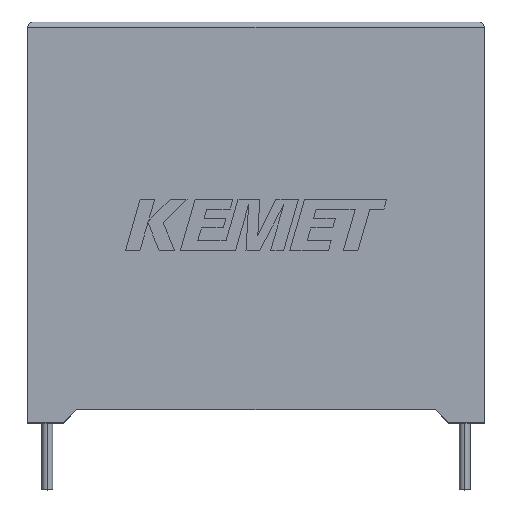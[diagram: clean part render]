
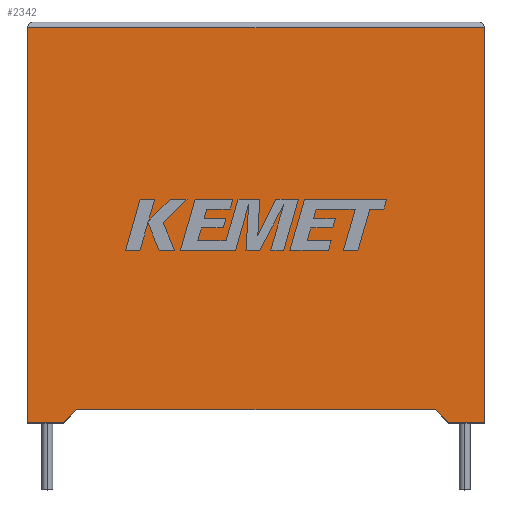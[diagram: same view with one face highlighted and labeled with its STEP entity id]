
A CAD part, top view. The second image highlights one B-rep face of the part: STEP entity #2342.
In plain terms, the highlighted planar face has unit normal (0, 0, 1).
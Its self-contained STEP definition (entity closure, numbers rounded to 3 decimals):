
#58 = ORIENTED_EDGE ( 'NONE', *, *, #3114, .T. ) ;
#71 = DIRECTION ( 'NONE',  ( -1., 0., 0. ) ) ;
#116 = CARTESIAN_POINT ( 'NONE',  ( 37.75, 0., 19. ) ) ;
#199 = EDGE_CURVE ( 'NONE', #2593, #944, #952, .T. ) ;
#244 = VECTOR ( 'NONE', #1555, 1000. ) ;
#301 = CARTESIAN_POINT ( 'NONE',  ( 4.389, 1.241, 19. ) ) ;
#374 = CARTESIAN_POINT ( 'NONE',  ( 3.25, 0., 19. ) ) ;
#455 = VECTOR ( 'NONE', #1950, 1000. ) ;
#464 = VERTEX_POINT ( 'NONE', #116 ) ;
#468 = CARTESIAN_POINT ( 'NONE',  ( 0., 35.5, 19. ) ) ;
#546 = LINE ( 'NONE', #2812, #244 ) ;
#675 = VECTOR ( 'NONE', #2421, 1000. ) ;
#720 = CARTESIAN_POINT ( 'NONE',  ( 0., 0., 19. ) ) ;
#727 = VECTOR ( 'NONE', #2104, 1000. ) ;
#735 = EDGE_CURVE ( 'NONE', #956, #2593, #546, .T. ) ;
#780 = LINE ( 'NONE', #1764, #2846 ) ;
#812 = EDGE_CURVE ( 'NONE', #464, #956, #2879, .T. ) ;
#816 = VECTOR ( 'NONE', #1346, 1000. ) ;
#817 = VERTEX_POINT ( 'NONE', #374 ) ;
#860 = VECTOR ( 'NONE', #2850, 1000. ) ;
#944 = VERTEX_POINT ( 'NONE', #468 ) ;
#952 = LINE ( 'NONE', #1422, #455 ) ;
#956 = VERTEX_POINT ( 'NONE', #1737 ) ;
#1116 = DIRECTION ( 'NONE',  ( 0., 0., -1. ) ) ;
#1138 = CARTESIAN_POINT ( 'NONE',  ( 0., 0., 19. ) ) ;
#1311 = ORIENTED_EDGE ( 'NONE', *, *, #812, .T. ) ;
#1325 = CARTESIAN_POINT ( 'NONE',  ( 36.611, 1.241, 19. ) ) ;
#1346 = DIRECTION ( 'NONE',  ( 0., -1., 0. ) ) ;
#1422 = CARTESIAN_POINT ( 'NONE',  ( 0., 35.5, 19. ) ) ;
#1528 = VERTEX_POINT ( 'NONE', #2797 ) ;
#1545 = CARTESIAN_POINT ( 'NONE',  ( 37.75, 0., 19. ) ) ;
#1555 = DIRECTION ( 'NONE',  ( 0., 1., 0. ) ) ;
#1588 = FACE_OUTER_BOUND ( 'NONE', #1943, .T. ) ;
#1602 = VERTEX_POINT ( 'NONE', #301 ) ;
#1610 = ORIENTED_EDGE ( 'NONE', *, *, #1698, .T. ) ;
#1698 = EDGE_CURVE ( 'NONE', #944, #1528, #2161, .T. ) ;
#1737 = CARTESIAN_POINT ( 'NONE',  ( 41., 0., 19. ) ) ;
#1760 = ORIENTED_EDGE ( 'NONE', *, *, #2187, .F. ) ;
#1764 = CARTESIAN_POINT ( 'NONE',  ( 3.25, 0., 19. ) ) ;
#1795 = CARTESIAN_POINT ( 'NONE',  ( 41., 35.5, 19. ) ) ;
#1862 = AXIS2_PLACEMENT_3D ( 'NONE', #2848, #1116, #1876 ) ;
#1876 = DIRECTION ( 'NONE',  ( -1., 0., 0. ) ) ;
#1943 = EDGE_LOOP ( 'NONE', ( #2192, #2813, #1610, #1959, #1760, #3151, #58, #1311 ) ) ;
#1947 = EDGE_CURVE ( 'NONE', #2299, #1602, #2061, .T. ) ;
#1950 = DIRECTION ( 'NONE',  ( -1., 0., 0. ) ) ;
#1959 = ORIENTED_EDGE ( 'NONE', *, *, #2936, .T. ) ;
#2061 = LINE ( 'NONE', #2562, #2732 ) ;
#2104 = DIRECTION ( 'NONE',  ( 0.676, -0.737, 0. ) ) ;
#2161 = LINE ( 'NONE', #2356, #816 ) ;
#2187 = EDGE_CURVE ( 'NONE', #1602, #817, #780, .T. ) ;
#2192 = ORIENTED_EDGE ( 'NONE', *, *, #735, .T. ) ;
#2299 = VERTEX_POINT ( 'NONE', #1325 ) ;
#2342 = ADVANCED_FACE ( 'NONE', ( #1588 ), #2599, .F. ) ;
#2356 = CARTESIAN_POINT ( 'NONE',  ( 0., 0., 19. ) ) ;
#2421 = DIRECTION ( 'NONE',  ( 1., 0., 0. ) ) ;
#2562 = CARTESIAN_POINT ( 'NONE',  ( 20.5, 1.241, 19. ) ) ;
#2593 = VERTEX_POINT ( 'NONE', #1795 ) ;
#2599 = PLANE ( 'NONE',  #1862 ) ;
#2666 = LINE ( 'NONE', #720, #675 ) ;
#2732 = VECTOR ( 'NONE', #71, 1000. ) ;
#2751 = DIRECTION ( 'NONE',  ( -0.676, -0.737, 0. ) ) ;
#2797 = CARTESIAN_POINT ( 'NONE',  ( 0., 0., 19. ) ) ;
#2812 = CARTESIAN_POINT ( 'NONE',  ( 41., 0., 19. ) ) ;
#2813 = ORIENTED_EDGE ( 'NONE', *, *, #199, .T. ) ;
#2846 = VECTOR ( 'NONE', #2751, 1000. ) ;
#2848 = CARTESIAN_POINT ( 'NONE',  ( 0., 0., 19. ) ) ;
#2850 = DIRECTION ( 'NONE',  ( 1., 0., 0. ) ) ;
#2879 = LINE ( 'NONE', #1138, #860 ) ;
#2936 = EDGE_CURVE ( 'NONE', #1528, #817, #2666, .T. ) ;
#3026 = LINE ( 'NONE', #1545, #727 ) ;
#3114 = EDGE_CURVE ( 'NONE', #2299, #464, #3026, .T. ) ;
#3151 = ORIENTED_EDGE ( 'NONE', *, *, #1947, .F. ) ;
